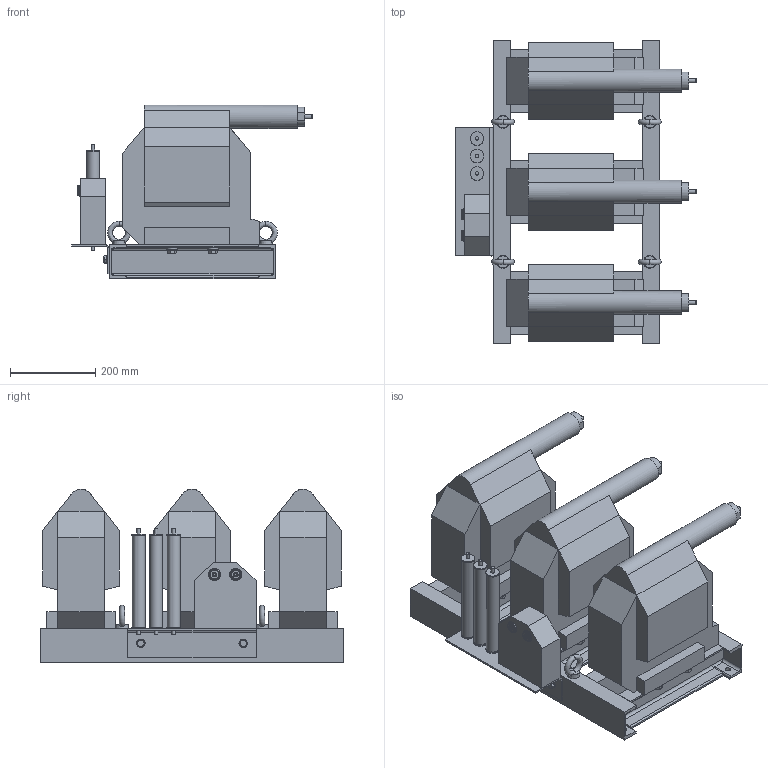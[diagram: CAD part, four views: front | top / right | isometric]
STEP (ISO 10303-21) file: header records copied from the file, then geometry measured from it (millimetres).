
FILE_DESCRIPTION(('STEP AP242'), '1');
FILE_NAME('ÀÄØÏ.1.756.009 3õÇÍÎËÏ-ÝÊ-(15)20 Ì7 ÒÀ 15-20êÂ', '', ('UNSPECIFIED'), ('UNSPECIFIED'), 'ASCON STEP Converter 1.6', 'ASCON Math Kernel', '');
FILE_SCHEMA(('AP242_MANAGED_MODEL_BASED_3D_ENGINEERING_MIM_LF { 1 0 10303 442 1 1 4 }'));
Length unit declared in the file: millimetre
Products named in the file (20): 4
Assembly tree (81 placements, depth 3):
  (unnamed)
    (unnamed)  x6
      (unnamed)
    (unnamed)
      (unnamed)
    (unnamed)
      (unnamed)
    (unnamed)  x4
    (unnamed)  x16
    (unnamed)  x16
    (unnamed)  x4
    (unnamed)  x12
    (unnamed)
    4  x3
    (unnamed)
    (unnamed)  x4
    (unnamed)  x2
    (unnamed)  x2
    (unnamed)  x2
    (unnamed)  x3
Bounding box: 564 x 710 x 407.5 mm (x, y, z)
Volume: 42435972.9 mm3; surface area: 2581538.2 mm2
Topology: 78 solids, 78 shells, 2452 faces, 6285 edges, 4142 vertices
Faces by surface type: plane 1337, cylinder 1005, cone 65, torus 37, bspline 8
Full cylindrical faces by diameter (mm): 5 x12, 6 x2, 8 x6, 8.5 x3, 8.647 x2, 9 x3, 10 x20, 10.376 x4, 10.8 x2, 11 x10, 12 x43, 13 x28, 14 x12, 16 x12, 20 x4, 24 x16, 30 x3, 32 x6, 55 x3
Entity records: 42613 total; most frequent: CARTESIAN_POINT 14515, DIRECTION 4280, ORIENTED_EDGE 3828, EDGE_CURVE 1914, AXIS2_PLACEMENT_3D 1589, VERTEX_POINT 1329, LINE 1102, VECTOR 1102
